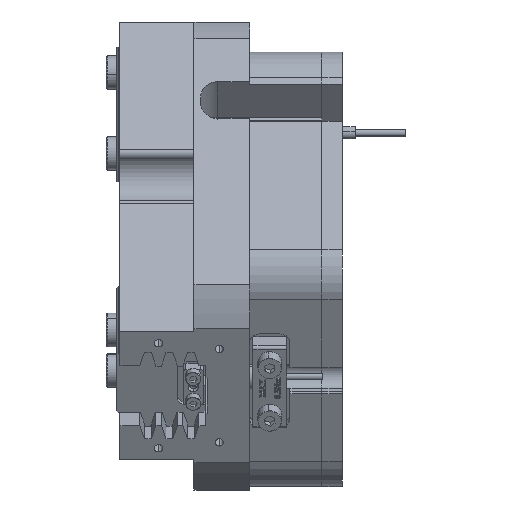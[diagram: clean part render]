
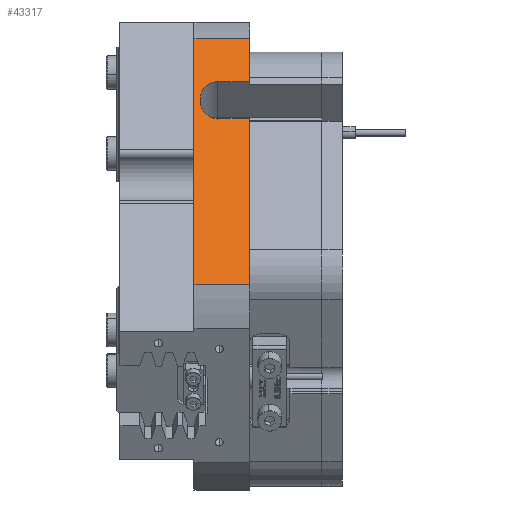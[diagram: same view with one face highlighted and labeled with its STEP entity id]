
A CAD part, left-side view. The second image highlights one B-rep face of the part: STEP entity #43317.
In plain terms, the highlighted planar face has unit normal (-0.866, 0, 0.5).
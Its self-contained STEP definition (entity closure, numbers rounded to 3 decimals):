
#287 = CARTESIAN_POINT ( 'NONE',  ( -35.189, 21.5, 69.05 ) ) ;
#522 = CARTESIAN_POINT ( 'NONE',  ( -77.394, 21.5, -4.05 ) ) ;
#1001 = EDGE_CURVE ( 'NONE', #44326, #10595, #41259, .T. ) ;
#1181 = EDGE_CURVE ( 'NONE', #21980, #31747, #31891, .T. ) ;
#2340 = FACE_OUTER_BOUND ( 'NONE', #35275, .T. ) ;
#2551 = PLANE ( 'NONE',  #29798 ) ;
#2722 = DIRECTION ( 'NONE',  ( -0.866, 0., 0.5 ) ) ;
#2728 = VECTOR ( 'NONE', #39617, 1000. ) ;
#4778 = CARTESIAN_POINT ( 'NONE',  ( 0., 21.5, 130. ) ) ;
#5088 = EDGE_CURVE ( 'NONE', #37167, #25294, #18859, .T. ) ;
#6126 = VECTOR ( 'NONE', #56630, 1000. ) ;
#6131 = CARTESIAN_POINT ( 'NONE',  ( -47.797, 36., 47.213 ) ) ;
#6323 = CARTESIAN_POINT ( 'NONE',  ( -46.257, 36., 49.88 ) ) ;
#7412 = DIRECTION ( 'NONE',  ( 0., -1., 0. ) ) ;
#7590 = LINE ( 'NONE', #28901, #51586 ) ;
#9361 = VECTOR ( 'NONE', #56237, 1000. ) ;
#9645 = ORIENTED_EDGE ( 'NONE', *, *, #53894, .F. ) ;
#10595 = VERTEX_POINT ( 'NONE', #28762 ) ;
#11104 = CARTESIAN_POINT ( 'NONE',  ( -48.886, 31., 45.327 ) ) ;
#11449 = CARTESIAN_POINT ( 'NONE',  ( -48.886, 31., 45.327 ) ) ;
#12001 = VERTEX_POINT ( 'NONE', #522 ) ;
#12400 = VERTEX_POINT ( 'NONE', #37290 ) ;
#14845 = ORIENTED_EDGE ( 'NONE', *, *, #5088, .T. ) ;
#15447 = EDGE_CURVE ( 'NONE', #37167, #31747, #7590, .T. ) ;
#16348 = EDGE_CURVE ( 'NONE', #10595, #25294, #37075, .T. ) ;
#17573 = CARTESIAN_POINT ( 'NONE',  ( -42.577, 31., 56.254 ) ) ;
#18344 = EDGE_CURVE ( 'NONE', #55696, #12001, #51975, .T. ) ;
#18859 =( BOUNDED_CURVE ( )  B_SPLINE_CURVE ( 3, ( #30840, #43927, #25882, #17573 ),
 .UNSPECIFIED., .F., .T. ) 
 B_SPLINE_CURVE_WITH_KNOTS ( ( 4, 4 ),
 ( 1.571, 3.142 ),
 .UNSPECIFIED. ) 
 CURVE ( )  GEOMETRIC_REPRESENTATION_ITEM ( )  RATIONAL_B_SPLINE_CURVE ( ( 1., 0.805, 0.805, 1. ) ) 
 REPRESENTATION_ITEM ( '' )  );
#20001 = CARTESIAN_POINT ( 'NONE',  ( -56.292, 38., 32.5 ) ) ;
#20580 = CARTESIAN_POINT ( 'NONE',  ( 0., -388.642, 130. ) ) ;
#20786 = CARTESIAN_POINT ( 'NONE',  ( -35.189, 60., 69.05 ) ) ;
#21016 = VECTOR ( 'NONE', #26143, 1000. ) ;
#21980 = VERTEX_POINT ( 'NONE', #11449 ) ;
#23117 = EDGE_CURVE ( 'NONE', #21980, #55696, #50973, .T. ) ;
#23465 = CARTESIAN_POINT ( 'NONE',  ( -77.394, 38., -4.05 ) ) ;
#23630 = EDGE_CURVE ( 'NONE', #44326, #12400, #27202, .T. ) ;
#23744 = DIRECTION ( 'NONE',  ( -0.5, 0., -0.866 ) ) ;
#25238 = ORIENTED_EDGE ( 'NONE', *, *, #55402, .T. ) ;
#25294 = VERTEX_POINT ( 'NONE', #50588 ) ;
#25734 = ORIENTED_EDGE ( 'NONE', *, *, #18344, .F. ) ;
#25882 = CARTESIAN_POINT ( 'NONE',  ( -42.577, 33.929, 56.254 ) ) ;
#26143 = DIRECTION ( 'NONE',  ( 0., 1., 0. ) ) ;
#26718 = VECTOR ( 'NONE', #50748, 1000. ) ;
#27202 = LINE ( 'NONE', #20786, #21016 ) ;
#28762 = CARTESIAN_POINT ( 'NONE',  ( -42.577, 21.5, 56.254 ) ) ;
#28901 = CARTESIAN_POINT ( 'NONE',  ( 0., 36., 130. ) ) ;
#29356 = ORIENTED_EDGE ( 'NONE', *, *, #1181, .T. ) ;
#29798 = AXIS2_PLACEMENT_3D ( 'NONE', #20580, #2722, #46734 ) ;
#30838 = LINE ( 'NONE', #20001, #26718 ) ;
#30840 = CARTESIAN_POINT ( 'NONE',  ( -45.206, 36., 51.701 ) ) ;
#31747 = VERTEX_POINT ( 'NONE', #47886 ) ;
#31891 =( BOUNDED_CURVE ( )  B_SPLINE_CURVE ( 3, ( #11104, #54872, #6131, #6323 ),
 .UNSPECIFIED., .F., .F. ) 
 B_SPLINE_CURVE_WITH_KNOTS ( ( 4, 4 ),
 ( 3.142, 4.712 ),
 .UNSPECIFIED. ) 
 CURVE ( )  GEOMETRIC_REPRESENTATION_ITEM ( )  RATIONAL_B_SPLINE_CURVE ( ( 1., 0.805, 0.805, 1. ) ) 
 REPRESENTATION_ITEM ( '' )  );
#34924 = ORIENTED_EDGE ( 'NONE', *, *, #23630, .T. ) ;
#35275 = EDGE_LOOP ( 'NONE', ( #42401, #42931, #34924, #9645, #25238, #25734, #54698, #29356, #43947, #14845 ) ) ;
#36683 = CARTESIAN_POINT ( 'NONE',  ( -77.394, 60., -4.05 ) ) ;
#37075 = LINE ( 'NONE', #52423, #6126 ) ;
#37167 = VERTEX_POINT ( 'NONE', #45795 ) ;
#37290 = CARTESIAN_POINT ( 'NONE',  ( -35.189, 38., 69.05 ) ) ;
#39617 = DIRECTION ( 'NONE',  ( -0.5, 0., -0.866 ) ) ;
#41259 = LINE ( 'NONE', #4778, #2728 ) ;
#42401 = ORIENTED_EDGE ( 'NONE', *, *, #16348, .F. ) ;
#42931 = ORIENTED_EDGE ( 'NONE', *, *, #1001, .F. ) ;
#43317 = ADVANCED_FACE ( 'NONE', ( #2340 ), #2551, .T. ) ;
#43927 = CARTESIAN_POINT ( 'NONE',  ( -43.666, 36., 54.368 ) ) ;
#43947 = ORIENTED_EDGE ( 'NONE', *, *, #15447, .F. ) ;
#44326 = VERTEX_POINT ( 'NONE', #287 ) ;
#45795 = CARTESIAN_POINT ( 'NONE',  ( -45.206, 36., 51.701 ) ) ;
#46734 = DIRECTION ( 'NONE',  ( 0.5, 0., 0.866 ) ) ;
#47886 = CARTESIAN_POINT ( 'NONE',  ( -46.257, 36., 49.88 ) ) ;
#49993 = LINE ( 'NONE', #36683, #54099 ) ;
#50588 = CARTESIAN_POINT ( 'NONE',  ( -42.577, 31., 56.254 ) ) ;
#50748 = DIRECTION ( 'NONE',  ( 0.5, 0., 0.866 ) ) ;
#50973 = LINE ( 'NONE', #55603, #52992 ) ;
#51586 = VECTOR ( 'NONE', #23744, 1000. ) ;
#51975 = LINE ( 'NONE', #56606, #9361 ) ;
#52423 = CARTESIAN_POINT ( 'NONE',  ( -42.577, -388.642, 56.254 ) ) ;
#52992 = VECTOR ( 'NONE', #7412, 1000. ) ;
#53894 = EDGE_CURVE ( 'NONE', #56366, #12400, #30838, .T. ) ;
#54099 = VECTOR ( 'NONE', #54108, 1000. ) ;
#54108 = DIRECTION ( 'NONE',  ( 0., -1., 0. ) ) ;
#54698 = ORIENTED_EDGE ( 'NONE', *, *, #23117, .F. ) ;
#54872 = CARTESIAN_POINT ( 'NONE',  ( -48.886, 33.929, 45.327 ) ) ;
#55402 = EDGE_CURVE ( 'NONE', #56366, #12001, #49993, .T. ) ;
#55603 = CARTESIAN_POINT ( 'NONE',  ( -48.886, -388.642, 45.327 ) ) ;
#55696 = VERTEX_POINT ( 'NONE', #55799 ) ;
#55799 = CARTESIAN_POINT ( 'NONE',  ( -48.886, 21.5, 45.327 ) ) ;
#56237 = DIRECTION ( 'NONE',  ( -0.5, 0., -0.866 ) ) ;
#56366 = VERTEX_POINT ( 'NONE', #23465 ) ;
#56606 = CARTESIAN_POINT ( 'NONE',  ( 0., 21.5, 130. ) ) ;
#56630 = DIRECTION ( 'NONE',  ( 0., 1., 0. ) ) ;
